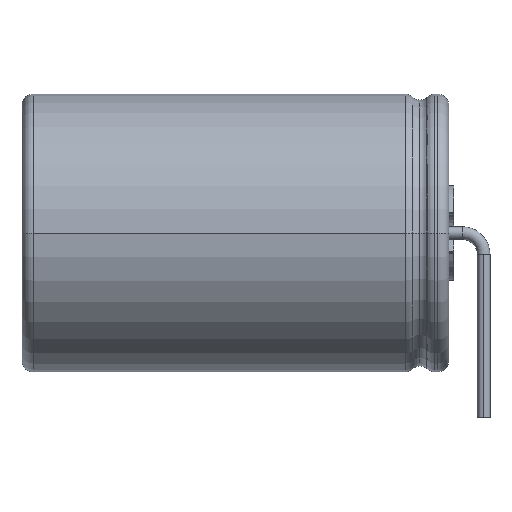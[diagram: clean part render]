
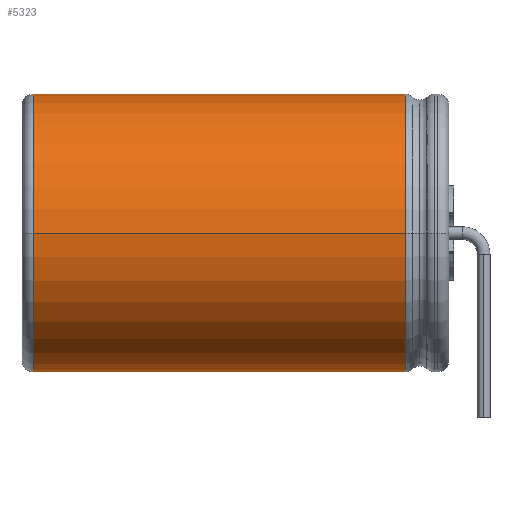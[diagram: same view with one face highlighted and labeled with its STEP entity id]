
A CAD part, left-side view. The second image highlights one B-rep face of the part: STEP entity #5323.
In plain terms, the highlighted cylindrical face has radius 6.525 mm (diameter 13.051 mm), a partial arc.
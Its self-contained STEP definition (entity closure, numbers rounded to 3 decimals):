
#2434 = CARTESIAN_POINT ( 'NONE',  ( 0., 2.52, 0. ) ) ;
#2437 = CIRCLE ( 'NONE', #2496, 6.525 ) ;
#2494 = DIRECTION ( 'NONE',  ( 1., 0., 0. ) ) ;
#2495 = DIRECTION ( 'NONE',  ( 0., -1., 0. ) ) ;
#2496 = AXIS2_PLACEMENT_3D ( 'NONE', #2434, #2495, #2494 ) ;
#2536 = DIRECTION ( 'NONE',  ( 1., 0., 0. ) ) ;
#2537 = DIRECTION ( 'NONE',  ( 0., -1., 0. ) ) ;
#2538 = CARTESIAN_POINT ( 'NONE',  ( 0., 20., 0. ) ) ;
#2564 = CIRCLE ( 'NONE', #2573, 6.525 ) ;
#2573 = AXIS2_PLACEMENT_3D ( 'NONE', #2538, #2537, #2536 ) ;
#2607 = CARTESIAN_POINT ( 'NONE',  ( 0., 2.52, 6.525 ) ) ;
#2657 = AXIS2_PLACEMENT_3D ( 'NONE', #2659, #2708, #2707 ) ;
#2659 = CARTESIAN_POINT ( 'NONE',  ( 0., 12.922, 0. ) ) ;
#2664 = LINE ( 'NONE', #2744, #2743 ) ;
#2666 = CYLINDRICAL_SURFACE ( 'NONE', #2657, 6.525 ) ;
#2690 = LINE ( 'NONE', #2740, #2739 ) ;
#2707 = DIRECTION ( 'NONE',  ( 1., 0., 0. ) ) ;
#2708 = DIRECTION ( 'NONE',  ( 0., 1., 0. ) ) ;
#2713 = FACE_OUTER_BOUND ( 'NONE', #5346, .T. ) ;
#2738 = DIRECTION ( 'NONE',  ( 0., -1., 0. ) ) ;
#2739 = VECTOR ( 'NONE', #2738, 1000. ) ;
#2740 = CARTESIAN_POINT ( 'NONE',  ( 0., 12.922, 6.525 ) ) ;
#2742 = DIRECTION ( 'NONE',  ( 0., 1., 0. ) ) ;
#2743 = VECTOR ( 'NONE', #2742, 1000. ) ;
#2744 = CARTESIAN_POINT ( 'NONE',  ( 0., 12.922, -6.525 ) ) ;
#2770 = CARTESIAN_POINT ( 'NONE',  ( 0., 20., -6.525 ) ) ;
#2791 = CARTESIAN_POINT ( 'NONE',  ( 0., 2.52, -6.525 ) ) ;
#2811 = CARTESIAN_POINT ( 'NONE',  ( 0., 20., 6.525 ) ) ;
#5196 = ORIENTED_EDGE ( 'NONE', *, *, #5204, .F. ) ;
#5204 = EDGE_CURVE ( 'NONE', #5291, #5349, #2437, .T. ) ;
#5210 = EDGE_CURVE ( 'NONE', #5351, #5352, #2564, .T. ) ;
#5291 = VERTEX_POINT ( 'NONE', #2607 ) ;
#5323 = ADVANCED_FACE ( 'NONE', ( #2713 ), #2666, .T. ) ;
#5324 = ORIENTED_EDGE ( 'NONE', *, *, #5210, .T. ) ;
#5325 = EDGE_CURVE ( 'NONE', #5349, #5352, #2664, .T. ) ;
#5326 = EDGE_CURVE ( 'NONE', #5351, #5291, #2690, .T. ) ;
#5327 = ORIENTED_EDGE ( 'NONE', *, *, #5325, .F. ) ;
#5329 = ORIENTED_EDGE ( 'NONE', *, *, #5326, .F. ) ;
#5346 = EDGE_LOOP ( 'NONE', ( #5324, #5327, #5196, #5329 ) ) ;
#5349 = VERTEX_POINT ( 'NONE', #2791 ) ;
#5351 = VERTEX_POINT ( 'NONE', #2811 ) ;
#5352 = VERTEX_POINT ( 'NONE', #2770 ) ;
